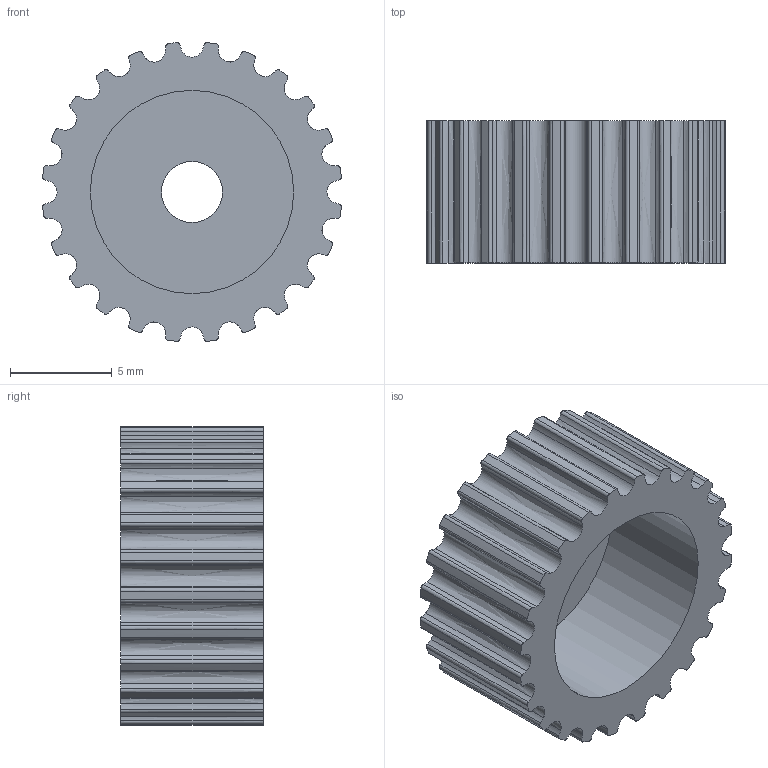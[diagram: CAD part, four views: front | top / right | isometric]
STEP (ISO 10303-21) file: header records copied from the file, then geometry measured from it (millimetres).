
FILE_DESCRIPTION(('FreeCAD Model'),'2;1');
FILE_NAME('Open CASCADE Shape Model','2023-02-20T21:07:40',(''),(''), 'Open CASCADE STEP processor 7.6','FreeCAD','Unknown');
FILE_SCHEMA(('AUTOMOTIVE_DESIGN { 1 0 10303 214 1 1 1 1 }'));
Length unit declared in the file: millimetre
Products named in the file (1): верхний холостой ролик
Bounding box: 14.7 x 7 x 14.7 mm (x, y, z)
Volume: 600.4 mm3; surface area: 946.2 mm2
Topology: 1 solids, 1 shells, 149 faces, 438 edges, 292 vertices
Faces by surface type: extrusion 138, cylinder 8, plane 3
Full cylindrical faces by diameter (mm): 3 x1, 10 x1
Entity records: 10192 total; most frequent: CARTESIAN_POINT 3172, DIRECTION 934, ORIENTED_EDGE 876, PCURVE 876, DEFINITIONAL_REPRESENTATION 876, VECTOR 868, LINE 730, EDGE_CURVE 438
